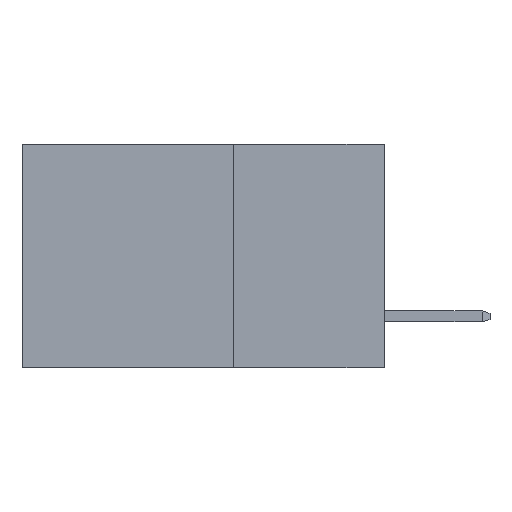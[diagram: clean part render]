
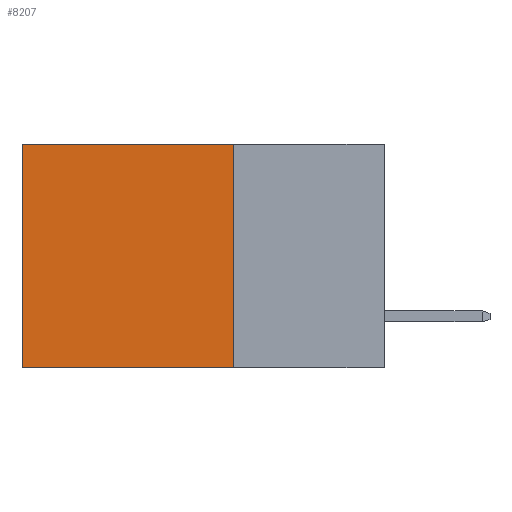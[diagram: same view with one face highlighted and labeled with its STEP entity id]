
A CAD part, left-side view. The second image highlights one B-rep face of the part: STEP entity #8207.
In plain terms, the highlighted planar face has unit normal (-1, 0, 0).
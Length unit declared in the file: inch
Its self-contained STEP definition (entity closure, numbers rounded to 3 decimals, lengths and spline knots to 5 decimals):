
#95 = DIRECTION ( 'NONE',  ( 0., 0., -1. ) ) ;
#291 = LINE ( 'NONE', #852, #4379 ) ;
#852 = CARTESIAN_POINT ( 'NONE',  ( 0.298, 0.25, -0.37 ) ) ;
#910 = DIRECTION ( 'NONE',  ( 1., 0., 0. ) ) ;
#1057 = DIRECTION ( 'NONE',  ( 0., 1., 0. ) ) ;
#1060 = CARTESIAN_POINT ( 'NONE',  ( 0.298, 0.6, 0. ) ) ;
#1090 = EDGE_CURVE ( 'NONE', #8289, #1375, #6803, .T. ) ;
#1375 = VERTEX_POINT ( 'NONE', #9418 ) ;
#1428 = ORIENTED_EDGE ( 'NONE', *, *, #8069, .T. ) ;
#1513 = CARTESIAN_POINT ( 'NONE',  ( 0.298, 0.25, -0.37 ) ) ;
#2036 = FACE_OUTER_BOUND ( 'NONE', #4678, .T. ) ;
#2058 = ORIENTED_EDGE ( 'NONE', *, *, #1090, .T. ) ;
#2526 = PLANE ( 'NONE',  #3477 ) ;
#2622 = EDGE_CURVE ( 'NONE', #6724, #7528, #6599, .T. ) ;
#3196 = DIRECTION ( 'NONE',  ( 0., 1., 0. ) ) ;
#3477 = AXIS2_PLACEMENT_3D ( 'NONE', #5787, #910, #6606 ) ;
#3827 = EDGE_CURVE ( 'NONE', #7528, #1375, #291, .T. ) ;
#4202 = ORIENTED_EDGE ( 'NONE', *, *, #3827, .F. ) ;
#4379 = VECTOR ( 'NONE', #1057, 39.37008 ) ;
#4489 = DIRECTION ( 'NONE',  ( 0., 0., -1. ) ) ;
#4678 = EDGE_LOOP ( 'NONE', ( #2058, #4202, #9602, #1428 ) ) ;
#5787 = CARTESIAN_POINT ( 'NONE',  ( 0.298, 0.25, 0. ) ) ;
#6599 = LINE ( 'NONE', #9565, #8411 ) ;
#6606 = DIRECTION ( 'NONE',  ( 0., 0., -1. ) ) ;
#6724 = VERTEX_POINT ( 'NONE', #10074 ) ;
#6803 = LINE ( 'NONE', #1060, #8372 ) ;
#7369 = VECTOR ( 'NONE', #3196, 39.37008 ) ;
#7528 = VERTEX_POINT ( 'NONE', #1513 ) ;
#7597 = LINE ( 'NONE', #9553, #7369 ) ;
#8069 = EDGE_CURVE ( 'NONE', #6724, #8289, #7597, .T. ) ;
#8207 = ADVANCED_FACE ( 'NONE', ( #2036 ), #2526, .F. ) ;
#8289 = VERTEX_POINT ( 'NONE', #9792 ) ;
#8372 = VECTOR ( 'NONE', #4489, 39.37008 ) ;
#8411 = VECTOR ( 'NONE', #95, 39.37008 ) ;
#9418 = CARTESIAN_POINT ( 'NONE',  ( 0.298, 0.6, -0.37 ) ) ;
#9553 = CARTESIAN_POINT ( 'NONE',  ( 0.298, 0.25, 0. ) ) ;
#9565 = CARTESIAN_POINT ( 'NONE',  ( 0.298, 0.25, 0. ) ) ;
#9602 = ORIENTED_EDGE ( 'NONE', *, *, #2622, .F. ) ;
#9792 = CARTESIAN_POINT ( 'NONE',  ( 0.298, 0.6, 0. ) ) ;
#10074 = CARTESIAN_POINT ( 'NONE',  ( 0.298, 0.25, 0. ) ) ;
